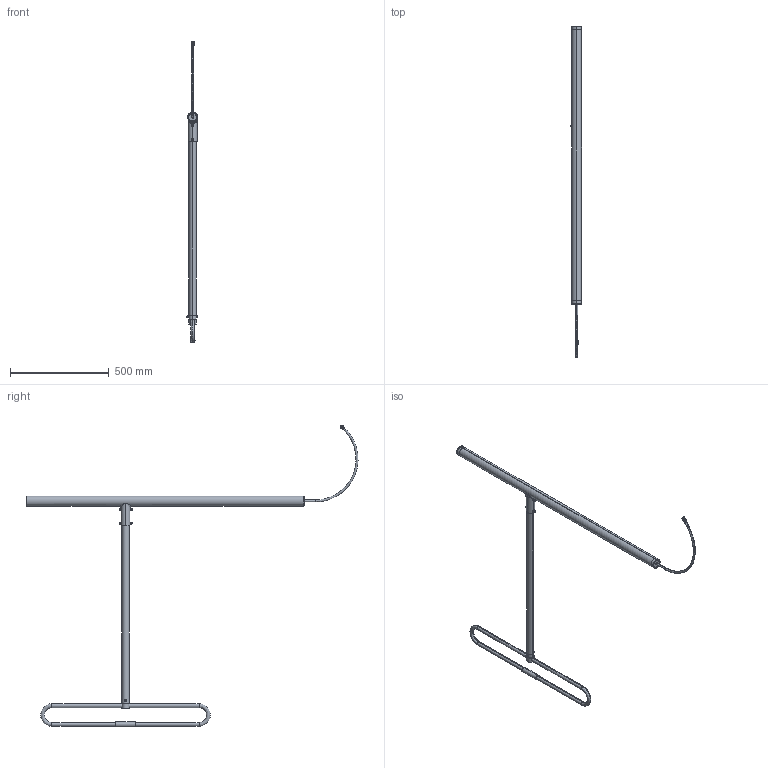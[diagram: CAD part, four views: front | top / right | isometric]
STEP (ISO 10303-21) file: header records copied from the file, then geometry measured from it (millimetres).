
FILE_DESCRIPTION (( 'STEP AP214' ), '1' );
FILE_NAME ('PEANED1000_3D.STEP', '2022-03-31T16:58:45', ( '' ), ( '' ), 'SwSTEP 2.0', 'SolidWorks 2021', '' );
FILE_SCHEMA (( 'AUTOMOTIVE_DESIGN' ));
Length unit declared in the file: inch
Products named in the file (17): LUOMU_M61; HM6X50; V1HZ3WC-2_05; V1HZ3WC-2_03_ASM; V1HZ3WC-858; GAIZI; ANF-1406_CENTERPIN; DIANPIAN_61; GAIZI2; ANF-1406; V1HZ3WC-2_01; PEANED1000_3D; HM6X60; ANF-1406_BODY; TANJIE_61; V1HZ3WC-2_04; V1HZ3WC-1000
Assembly tree (25 placements, depth 3):
  PEANED1000_3D
    V1HZ3WC-2_01
    V1HZ3WC-2_03_ASM
      V1HZ3WC-1000
      V1HZ3WC-2_04
      V1HZ3WC-858
      HM6X50
      DIANPIAN_61  x5
      TANJIE_61  x3
      LUOMU_M61  x3
      HM6X60  x2
    V1HZ3WC-2_05
    GAIZI
    GAIZI2
    ANF-1406
      ANF-1406_BODY
      ANF-1406_CENTERPIN
Bounding box: 56 x 1678.94 x 1526.51 mm (x, y, z)
Volume: 1228388.1 mm3; surface area: 932749.4 mm2
Topology: 23 solids, 23 shells, 550 faces, 1460 edges, 969 vertices
Faces by surface type: cylinder 199, plane 128, bspline 120, cone 103
Entity records: 51170 total; most frequent: CARTESIAN_POINT 36715, ORIENTED_EDGE 2068, DIRECTION 1502, EDGE_CURVE 1034, VERTEX_POINT 689, AXIS2_PLACEMENT_3D 619, B_SPLINE_CURVE_WITH_KNOTS 474, EDGE_LOOP 441
